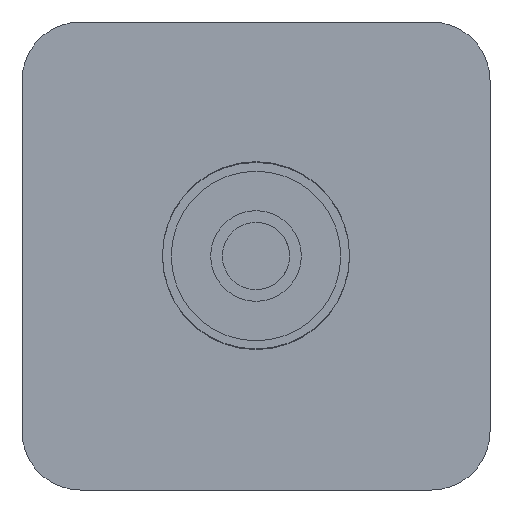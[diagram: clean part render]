
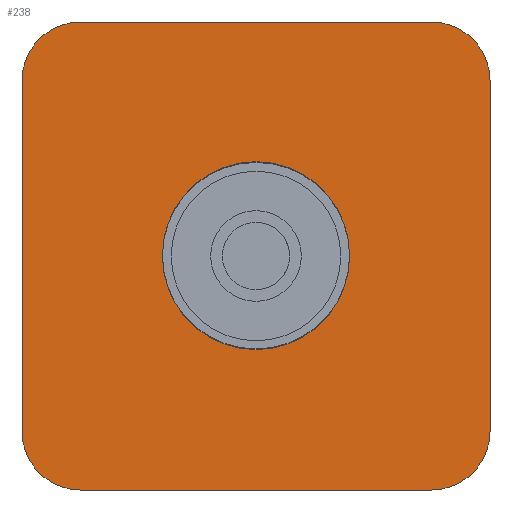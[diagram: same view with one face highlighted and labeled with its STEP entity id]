
A CAD part, front view. The second image highlights one B-rep face of the part: STEP entity #238.
In plain terms, the highlighted planar face has unit normal (0, -1, 0).
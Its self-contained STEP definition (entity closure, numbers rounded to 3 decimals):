
#123=CARTESIAN_POINT('Axis2P3D Location',(0.,0.025,0.)) ;
#127=CARTESIAN_POINT('Vertex',(16.,0.025,0.)) ;
#129=CARTESIAN_POINT('Vertex',(-16.,0.025,0.)) ;
#158=CARTESIAN_POINT('Axis2P3D Location',(0.,0.025,-0.12)) ;
#163=CARTESIAN_POINT('Line Origine',(0.,0.025,39.88)) ;
#167=CARTESIAN_POINT('Vertex',(-30.,0.025,39.88)) ;
#169=CARTESIAN_POINT('Vertex',(30.,0.025,39.88)) ;
#172=CARTESIAN_POINT('Axis2P3D Location',(-30.,0.025,29.88)) ;
#176=CARTESIAN_POINT('Vertex',(-40.,0.025,29.88)) ;
#179=CARTESIAN_POINT('Line Origine',(-40.,0.025,-0.12)) ;
#183=CARTESIAN_POINT('Vertex',(-40.,0.025,-30.12)) ;
#186=CARTESIAN_POINT('Axis2P3D Location',(-30.,0.025,-30.12)) ;
#190=CARTESIAN_POINT('Vertex',(-30.,0.025,-40.12)) ;
#193=CARTESIAN_POINT('Line Origine',(0.,0.025,-40.12)) ;
#197=CARTESIAN_POINT('Vertex',(30.,0.025,-40.12)) ;
#200=CARTESIAN_POINT('Axis2P3D Location',(30.,0.025,-30.12)) ;
#204=CARTESIAN_POINT('Vertex',(40.,0.025,-30.12)) ;
#207=CARTESIAN_POINT('Line Origine',(40.,0.025,-0.12)) ;
#211=CARTESIAN_POINT('Vertex',(40.,0.025,29.88)) ;
#214=CARTESIAN_POINT('Axis2P3D Location',(30.,0.025,29.88)) ;
#229=CARTESIAN_POINT('Axis2P3D Location',(0.,0.025,0.)) ;
#165=VECTOR('Line Direction',#164,1.) ;
#181=VECTOR('Line Direction',#180,1.) ;
#195=VECTOR('Line Direction',#194,1.) ;
#209=VECTOR('Line Direction',#208,1.) ;
#124=DIRECTION('Axis2P3D Direction',(0.,1.,-0.)) ;
#159=DIRECTION('Axis2P3D Direction',(-0.,1.,0.)) ;
#160=DIRECTION('Axis2P3D XDirection',(0.,0.,1.)) ;
#164=DIRECTION('Vector Direction',(-1.,0.,0.)) ;
#173=DIRECTION('Axis2P3D Direction',(-0.,1.,0.)) ;
#180=DIRECTION('Vector Direction',(0.,0.,-1.)) ;
#187=DIRECTION('Axis2P3D Direction',(-0.,1.,0.)) ;
#194=DIRECTION('Vector Direction',(1.,0.,0.)) ;
#201=DIRECTION('Axis2P3D Direction',(-0.,1.,0.)) ;
#208=DIRECTION('Vector Direction',(0.,0.,1.)) ;
#215=DIRECTION('Axis2P3D Direction',(-0.,1.,0.)) ;
#230=DIRECTION('Axis2P3D Direction',(-0.,1.,0.)) ;
#125=AXIS2_PLACEMENT_3D('Circle Axis2P3D',#123,#124,$) ;
#161=AXIS2_PLACEMENT_3D('Plane Axis2P3D',#158,#159,#160) ;
#174=AXIS2_PLACEMENT_3D('Circle Axis2P3D',#172,#173,$) ;
#188=AXIS2_PLACEMENT_3D('Circle Axis2P3D',#186,#187,$) ;
#202=AXIS2_PLACEMENT_3D('Circle Axis2P3D',#200,#201,$) ;
#216=AXIS2_PLACEMENT_3D('Circle Axis2P3D',#214,#215,$) ;
#231=AXIS2_PLACEMENT_3D('Circle Axis2P3D',#229,#230,$) ;
#166=LINE('Line',#163,#165) ;
#182=LINE('Line',#179,#181) ;
#196=LINE('Line',#193,#195) ;
#210=LINE('Line',#207,#209) ;
#126=CIRCLE('generated circle',#125,16.) ;
#175=CIRCLE('generated circle',#174,10.) ;
#189=CIRCLE('generated circle',#188,10.) ;
#203=CIRCLE('generated circle',#202,10.) ;
#217=CIRCLE('generated circle',#216,10.) ;
#232=CIRCLE('generated circle',#231,16.) ;
#162=PLANE('',#161) ;
#237=FACE_BOUND('',#234,.T.) ;
#131=EDGE_CURVE('',#128,#130,#126,.T.) ;
#171=EDGE_CURVE('',#168,#170,#166,.F.) ;
#178=EDGE_CURVE('',#177,#168,#175,.T.) ;
#185=EDGE_CURVE('',#184,#177,#182,.F.) ;
#192=EDGE_CURVE('',#191,#184,#189,.T.) ;
#199=EDGE_CURVE('',#198,#191,#196,.F.) ;
#206=EDGE_CURVE('',#205,#198,#203,.T.) ;
#213=EDGE_CURVE('',#212,#205,#210,.F.) ;
#218=EDGE_CURVE('',#170,#212,#217,.T.) ;
#233=EDGE_CURVE('',#130,#128,#232,.T.) ;
#220=ORIENTED_EDGE('',*,*,#171,.F.) ;
#221=ORIENTED_EDGE('',*,*,#178,.F.) ;
#222=ORIENTED_EDGE('',*,*,#185,.F.) ;
#223=ORIENTED_EDGE('',*,*,#192,.F.) ;
#224=ORIENTED_EDGE('',*,*,#199,.F.) ;
#225=ORIENTED_EDGE('',*,*,#206,.F.) ;
#226=ORIENTED_EDGE('',*,*,#213,.F.) ;
#227=ORIENTED_EDGE('',*,*,#218,.F.) ;
#235=ORIENTED_EDGE('',*,*,#131,.T.) ;
#236=ORIENTED_EDGE('',*,*,#233,.T.) ;
#219=EDGE_LOOP('',(#220,#221,#222,#223,#224,#225,#226,#227)) ;
#234=EDGE_LOOP('',(#235,#236)) ;
#128=VERTEX_POINT('',#127) ;
#130=VERTEX_POINT('',#129) ;
#168=VERTEX_POINT('',#167) ;
#170=VERTEX_POINT('',#169) ;
#177=VERTEX_POINT('',#176) ;
#184=VERTEX_POINT('',#183) ;
#191=VERTEX_POINT('',#190) ;
#198=VERTEX_POINT('',#197) ;
#205=VERTEX_POINT('',#204) ;
#212=VERTEX_POINT('',#211) ;
#238=ADVANCED_FACE('Body.5',(#228,#237),#162,.F.) ;
#228=FACE_OUTER_BOUND('',#219,.T.) ;
